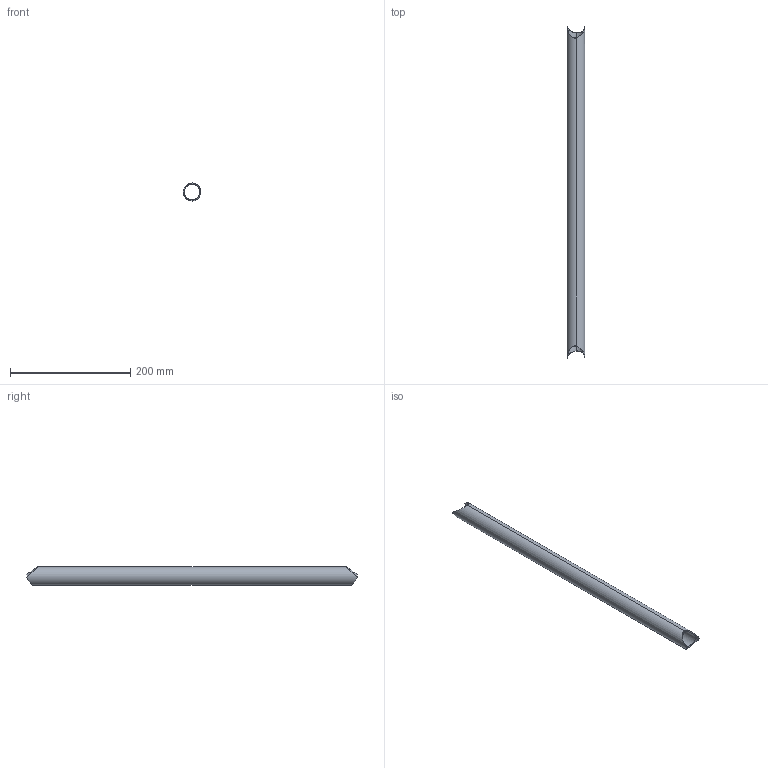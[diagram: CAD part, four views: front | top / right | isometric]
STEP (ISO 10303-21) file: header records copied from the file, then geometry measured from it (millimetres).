
FILE_DESCRIPTION(('STEP AP214'),'1');
FILE_NAME('112.stp','2018-02-08T16:50:32',(' '),(' '),'Spatial InterOp 3D',' ',' ');
FILE_SCHEMA(('automotive_design'));
Length unit declared in the file: metre
Products named in the file (1): Corps1
Bounding box: 29.95 x 552.38 x 30 mm (x, y, z)
Volume: 93256.8 mm3; surface area: 93946.6 mm2
Topology: 1 solids, 1 shells, 8 faces, 27 edges, 21 vertices
Faces by surface type: cylinder 8
Entity records: 875 total; most frequent: CARTESIAN_POINT 561, ORIENTED_EDGE 54, DIRECTION 35, EDGE_CURVE 27, VERTEX_POINT 21, B_SPLINE_CURVE_WITH_KNOTS 15, AXIS2_PLACEMENT_3D 14, EDGE_LOOP 10
